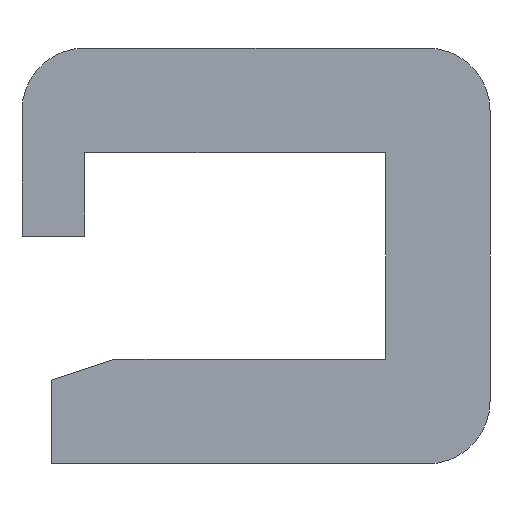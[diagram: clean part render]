
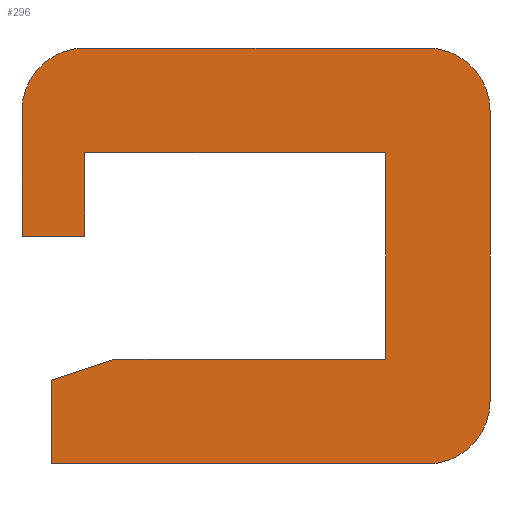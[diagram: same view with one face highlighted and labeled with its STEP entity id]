
A CAD part, front view. The second image highlights one B-rep face of the part: STEP entity #296.
In plain terms, the highlighted planar face has unit normal (0, -1, 0).
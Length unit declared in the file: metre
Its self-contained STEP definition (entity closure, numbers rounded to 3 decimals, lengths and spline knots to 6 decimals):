
#18=CIRCLE('',#329,0.0015);
#19=CIRCLE('',#330,0.0015);
#20=CIRCLE('',#331,0.0015);
#47=ORIENTED_EDGE('',*,*,#123,.F.);
#48=ORIENTED_EDGE('',*,*,#121,.F.);
#49=ORIENTED_EDGE('',*,*,#125,.F.);
#50=ORIENTED_EDGE('',*,*,#126,.F.);
#51=ORIENTED_EDGE('',*,*,#127,.F.);
#52=ORIENTED_EDGE('',*,*,#128,.F.);
#53=ORIENTED_EDGE('',*,*,#129,.F.);
#54=ORIENTED_EDGE('',*,*,#130,.F.);
#55=ORIENTED_EDGE('',*,*,#131,.F.);
#56=ORIENTED_EDGE('',*,*,#132,.F.);
#57=ORIENTED_EDGE('',*,*,#133,.F.);
#58=ORIENTED_EDGE('',*,*,#134,.F.);
#59=ORIENTED_EDGE('',*,*,#135,.F.);
#60=ORIENTED_EDGE('',*,*,#136,.F.);
#121=EDGE_CURVE('',#162,#161,#188,.T.);
#123=EDGE_CURVE('',#161,#163,#190,.T.);
#125=EDGE_CURVE('',#164,#162,#192,.T.);
#126=EDGE_CURVE('',#165,#164,#193,.T.);
#127=EDGE_CURVE('',#166,#165,#194,.T.);
#128=EDGE_CURVE('',#167,#166,#18,.T.);
#129=EDGE_CURVE('',#168,#167,#195,.T.);
#130=EDGE_CURVE('',#169,#168,#19,.T.);
#131=EDGE_CURVE('',#170,#169,#196,.T.);
#132=EDGE_CURVE('',#171,#170,#20,.T.);
#133=EDGE_CURVE('',#172,#171,#197,.T.);
#134=EDGE_CURVE('',#173,#172,#198,.T.);
#135=EDGE_CURVE('',#174,#173,#199,.T.);
#136=EDGE_CURVE('',#163,#174,#200,.T.);
#161=VERTEX_POINT('',#457);
#162=VERTEX_POINT('',#459);
#163=VERTEX_POINT('',#463);
#164=VERTEX_POINT('',#467);
#165=VERTEX_POINT('',#471);
#166=VERTEX_POINT('',#473);
#167=VERTEX_POINT('',#475);
#168=VERTEX_POINT('',#477);
#169=VERTEX_POINT('',#479);
#170=VERTEX_POINT('',#481);
#171=VERTEX_POINT('',#483);
#172=VERTEX_POINT('',#485);
#173=VERTEX_POINT('',#487);
#174=VERTEX_POINT('',#489);
#188=LINE('',#460,#224);
#190=LINE('',#464,#226);
#192=LINE('',#468,#228);
#193=LINE('',#470,#229);
#194=LINE('',#472,#230);
#195=LINE('',#476,#231);
#196=LINE('',#480,#232);
#197=LINE('',#484,#233);
#198=LINE('',#486,#234);
#199=LINE('',#488,#235);
#200=LINE('',#490,#236);
#224=VECTOR('',#368,1.);
#226=VECTOR('',#372,1.);
#228=VECTOR('',#376,1.);
#229=VECTOR('',#379,1.);
#230=VECTOR('',#380,1.);
#231=VECTOR('',#383,1.);
#232=VECTOR('',#386,1.);
#233=VECTOR('',#389,1.);
#234=VECTOR('',#390,1.);
#235=VECTOR('',#391,1.);
#236=VECTOR('',#392,1.);
#251=EDGE_LOOP('',(#47,#48,#49,#50,#51,#52,#53,#54,#55,#56,#57,#58,#59,
#60));
#267=FACE_BOUND('',#251,.T.);
#283=PLANE('',#328);
#296=ADVANCED_FACE('',(#267),#283,.F.);
#328=AXIS2_PLACEMENT_3D('',#469,#377,#378);
#329=AXIS2_PLACEMENT_3D('',#474,#381,#382);
#330=AXIS2_PLACEMENT_3D('',#478,#384,#385);
#331=AXIS2_PLACEMENT_3D('',#482,#387,#388);
#368=DIRECTION('',(1.,0.,0.));
#372=DIRECTION('',(0.,0.,1.));
#376=DIRECTION('',(0.949,0.,0.316));
#377=DIRECTION('',(0.,1.,0.));
#378=DIRECTION('',(-1.,0.,0.));
#379=DIRECTION('',(0.,0.,1.));
#380=DIRECTION('',(-1.,0.,0.));
#381=DIRECTION('',(0.,1.,0.));
#382=DIRECTION('',(0.,0.,1.));
#383=DIRECTION('',(0.,0.,-1.));
#384=DIRECTION('',(0.,1.,0.));
#385=DIRECTION('',(0.,0.,1.));
#386=DIRECTION('',(1.,0.,0.));
#387=DIRECTION('',(0.,1.,0.));
#388=DIRECTION('',(0.,0.,1.));
#389=DIRECTION('',(0.,0.,1.));
#390=DIRECTION('',(-1.,0.,0.));
#391=DIRECTION('',(0.,0.,-1.));
#392=DIRECTION('',(-1.,0.,0.));
#457=CARTESIAN_POINT('',(-0.0253,0.00545,-0.00895));
#459=CARTESIAN_POINT('',(-0.0318,0.00545,-0.00895));
#460=CARTESIAN_POINT('',(-0.02855,0.00545,-0.00895));
#463=CARTESIAN_POINT('',(-0.0253,0.00545,-0.004));
#464=CARTESIAN_POINT('',(-0.0253,0.00545,-0.006475));
#467=CARTESIAN_POINT('',(-0.0333,0.00545,-0.00945));
#468=CARTESIAN_POINT('',(-0.03255,0.00545,-0.0092));
#469=CARTESIAN_POINT('',(-0.0284,0.00545,-0.006475));
#470=CARTESIAN_POINT('',(-0.0333,0.00545,-0.01045));
#471=CARTESIAN_POINT('',(-0.0333,0.00545,-0.01145));
#472=CARTESIAN_POINT('',(-0.0288,0.00545,-0.01145));
#473=CARTESIAN_POINT('',(-0.0243,0.00545,-0.01145));
#474=CARTESIAN_POINT('',(-0.0243,0.00545,-0.00995));
#475=CARTESIAN_POINT('',(-0.0228,0.00545,-0.00995));
#476=CARTESIAN_POINT('',(-0.0228,0.00545,-0.006475));
#477=CARTESIAN_POINT('',(-0.0228,0.00545,-0.003));
#478=CARTESIAN_POINT('',(-0.0243,0.00545,-0.003));
#479=CARTESIAN_POINT('',(-0.0243,0.00545,-0.0015));
#480=CARTESIAN_POINT('',(-0.0284,0.00545,-0.0015));
#481=CARTESIAN_POINT('',(-0.0325,0.00545,-0.0015));
#482=CARTESIAN_POINT('',(-0.0325,0.00545,-0.003));
#483=CARTESIAN_POINT('',(-0.034,0.00545,-0.003));
#484=CARTESIAN_POINT('',(-0.034,0.00545,-0.0045));
#485=CARTESIAN_POINT('',(-0.034,0.00545,-0.006));
#486=CARTESIAN_POINT('',(-0.03325,0.00545,-0.006));
#487=CARTESIAN_POINT('',(-0.0325,0.00545,-0.006));
#488=CARTESIAN_POINT('',(-0.0325,0.00545,-0.005));
#489=CARTESIAN_POINT('',(-0.0325,0.00545,-0.004));
#490=CARTESIAN_POINT('',(-0.0289,0.00545,-0.004));
